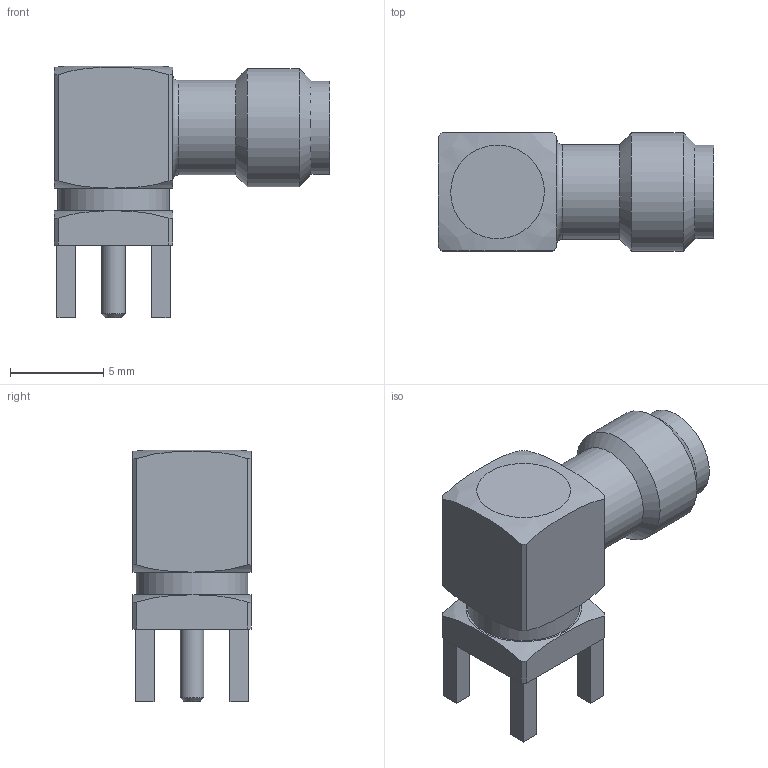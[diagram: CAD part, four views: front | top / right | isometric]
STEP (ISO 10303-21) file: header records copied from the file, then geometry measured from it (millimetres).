
FILE_DESCRIPTION(/* description */ (''),/* implementation_level */ '2;1');
FILE_NAME(/* name */ '32K201-400L5.step',/* time_stamp */ '2023-11-03T12:49:15-07:00',/* author */ (''),/* organization */ (''),/* preprocessor_version */ 'ST-DEVELOPER v20',/* originating_system */ 'Autodesk Translation Framework v12.14.0.127',/* authorisation */ '');
FILE_SCHEMA (('AUTOMOTIVE_DESIGN { 1 0 10303 214 3 1 1 }'));
Length unit declared in the file: millimetre
Products named in the file (1): (Unsaved)
Bounding box: 14.78 x 6.35 x 13.5 mm (x, y, z)
Volume: 576.9 mm3; surface area: 586.3 mm2
Topology: 1 solids, 1 shells, 63 faces, 142 edges, 94 vertices
Faces by surface type: plane 47, cylinder 9, cone 3, bspline 3, torus 1
Full cylindrical faces by diameter (mm): 1 x1, 1.1 x1, 1.27 x1, 4.4 x1, 5 x2, 5.08 x1, 6 x1, 6.35 x1
Entity records: 2048 total; most frequent: CARTESIAN_POINT 535, ORIENTED_EDGE 284, DIRECTION 282, EDGE_CURVE 142, AXIS2_PLACEMENT_3D 99, VERTEX_POINT 94, LINE 84, VECTOR 84
